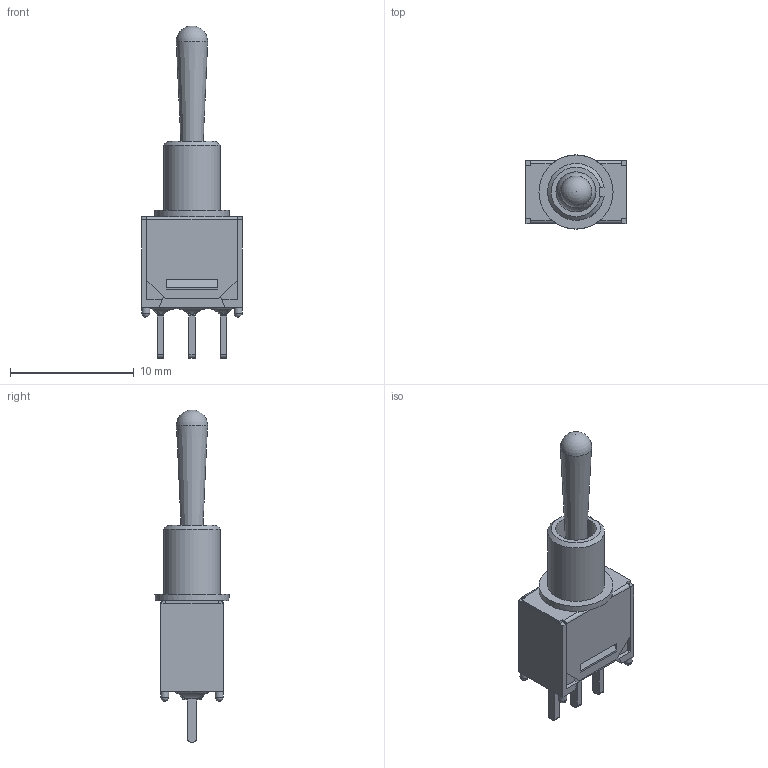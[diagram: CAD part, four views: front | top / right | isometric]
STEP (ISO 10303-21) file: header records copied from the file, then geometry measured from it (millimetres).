
FILE_DESCRIPTION(/* description */ ('','CAx-IF Rec.Pracs.---Representation and Presentation of Product Manufacturing Information (PMI)---4.0---2014-10-13'),/* implementation_level */ '2;1');
FILE_NAME(/* name */ '200MSPxT1B3M2xE.stp',/* time_stamp */ '2020-02-03T09:00:58-06:00',/* author */ ('mroman'),/* organization */ (''),/* preprocessor_version */ 'ST-DEVELOPER v17',/* originating_system */ 'Autodesk Inventor 2018',/* authorisation */ '');
FILE_SCHEMA (('AP242_MANAGED_MODEL_BASED_3D_ENGINEERING_MIM_LF { 1 0 10303 442 1 1 4 }'));
Length unit declared in the file: millimetre
Products named in the file (1): 200MSPxT1B3M2xE
Bounding box: 8.13 x 6 x 26.87 mm (x, y, z)
Volume: 281.3 mm3; surface area: 930.6 mm2
Topology: 2 solids, 3 shells, 151 faces, 422 edges, 270 vertices
Faces by surface type: plane 112, cylinder 22, bspline 8, sphere 7, cone 2
Full cylindrical faces by diameter (mm): 0.65 x4, 3.25 x2, 6 x1
Entity records: 6039 total; most frequent: CARTESIAN_POINT 2105, ORIENTED_EDGE 832, DIRECTION 758, EDGE_CURVE 416, LINE 308, VECTOR 308, VERTEX_POINT 270, AXIS2_PLACEMENT_3D 229
